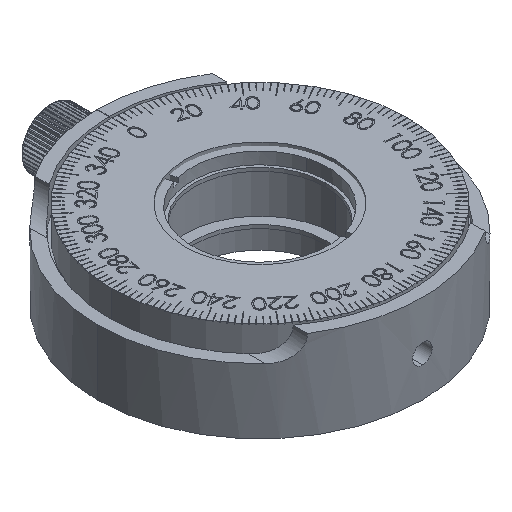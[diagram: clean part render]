
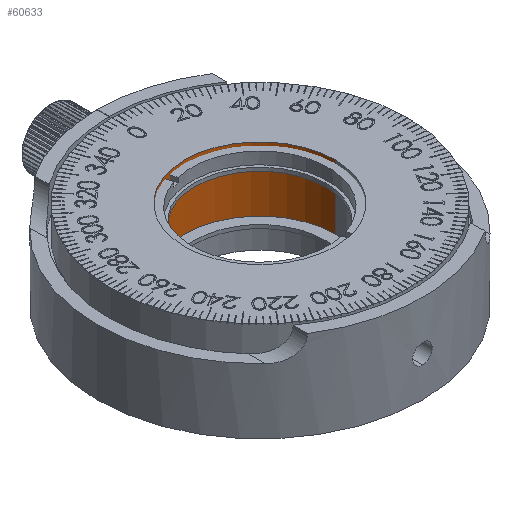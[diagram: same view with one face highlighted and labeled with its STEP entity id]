
A CAD part, isometric view. The second image highlights one B-rep face of the part: STEP entity #60633.
In plain terms, the highlighted cylindrical face has radius 12.7 mm (diameter 25.4 mm), a partial arc.
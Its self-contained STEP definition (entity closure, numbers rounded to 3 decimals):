
#283 = EDGE_CURVE ( 'NONE', #11897, #59108, #17732, .T. ) ;
#7061 = AXIS2_PLACEMENT_3D ( 'NONE', #68058, #39942, #49592 ) ;
#7438 = CARTESIAN_POINT ( 'NONE',  ( 12.7, 0., 6. ) ) ;
#11897 = VERTEX_POINT ( 'NONE', #55841 ) ;
#14600 = DIRECTION ( 'NONE',  ( 0., 0., 1. ) ) ;
#17385 = ORIENTED_EDGE ( 'NONE', *, *, #283, .F. ) ;
#17732 = CIRCLE ( 'NONE', #7061, 12.7 ) ;
#18324 = ORIENTED_EDGE ( 'NONE', *, *, #25860, .T. ) ;
#24316 = ORIENTED_EDGE ( 'NONE', *, *, #33742, .F. ) ;
#24838 = VERTEX_POINT ( 'NONE', #51922 ) ;
#25860 = EDGE_CURVE ( 'NONE', #11897, #70457, #67164, .T. ) ;
#27170 = DIRECTION ( 'NONE',  ( 1., 0., 0. ) ) ;
#30992 = AXIS2_PLACEMENT_3D ( 'NONE', #49835, #72395, #60934 ) ;
#33493 = DIRECTION ( 'NONE',  ( 0., 0., 1. ) ) ;
#33742 = EDGE_CURVE ( 'NONE', #59108, #24838, #47472, .T. ) ;
#34392 = CIRCLE ( 'NONE', #67526, 12.7 ) ;
#38366 = CYLINDRICAL_SURFACE ( 'NONE', #30992, 12.7 ) ;
#39044 = CARTESIAN_POINT ( 'NONE',  ( 12.7, 0., 49.037 ) ) ;
#39942 = DIRECTION ( 'NONE',  ( 0., 0., 1. ) ) ;
#43244 = ORIENTED_EDGE ( 'NONE', *, *, #57481, .T. ) ;
#45938 = EDGE_LOOP ( 'NONE', ( #24316, #17385, #18324, #43244 ) ) ;
#47472 = LINE ( 'NONE', #64117, #47678 ) ;
#47678 = VECTOR ( 'NONE', #63026, 1000. ) ;
#49592 = DIRECTION ( 'NONE',  ( 1., 0., 0. ) ) ;
#49835 = CARTESIAN_POINT ( 'NONE',  ( 0., 0., 49.037 ) ) ;
#51922 = CARTESIAN_POINT ( 'NONE',  ( -12.7, 0., 6. ) ) ;
#55841 = CARTESIAN_POINT ( 'NONE',  ( 12.7, 0., -5.5 ) ) ;
#57481 = EDGE_CURVE ( 'NONE', #70457, #24838, #34392, .T. ) ;
#59108 = VERTEX_POINT ( 'NONE', #69199 ) ;
#60633 = ADVANCED_FACE ( 'NONE', ( #61664 ), #38366, .F. ) ;
#60934 = DIRECTION ( 'NONE',  ( 1., 0., 0. ) ) ;
#61664 = FACE_OUTER_BOUND ( 'NONE', #45938, .T. ) ;
#63026 = DIRECTION ( 'NONE',  ( 0., 0., 1. ) ) ;
#64117 = CARTESIAN_POINT ( 'NONE',  ( -12.7, 0., 49.037 ) ) ;
#65302 = CARTESIAN_POINT ( 'NONE',  ( 0., 0., 6. ) ) ;
#67164 = LINE ( 'NONE', #39044, #72022 ) ;
#67526 = AXIS2_PLACEMENT_3D ( 'NONE', #65302, #14600, #27170 ) ;
#68058 = CARTESIAN_POINT ( 'NONE',  ( 0., 0., -5.5 ) ) ;
#69199 = CARTESIAN_POINT ( 'NONE',  ( -12.7, 0., -5.5 ) ) ;
#70457 = VERTEX_POINT ( 'NONE', #7438 ) ;
#72022 = VECTOR ( 'NONE', #33493, 1000. ) ;
#72395 = DIRECTION ( 'NONE',  ( 0., 0., 1. ) ) ;
